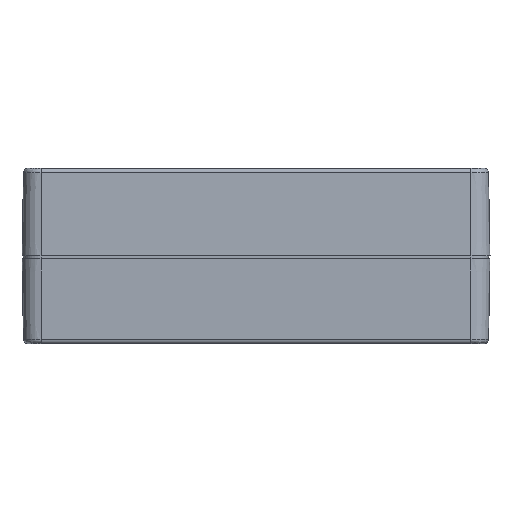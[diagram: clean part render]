
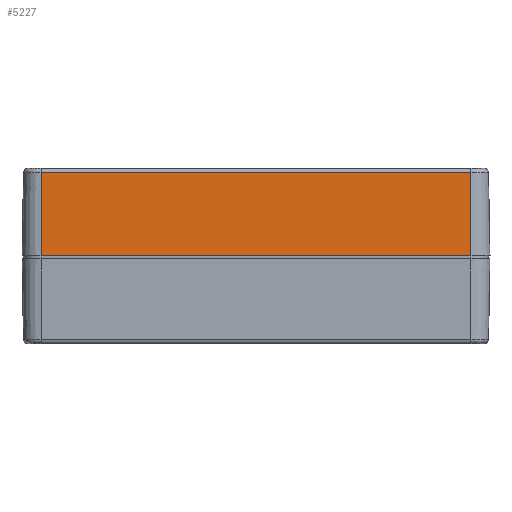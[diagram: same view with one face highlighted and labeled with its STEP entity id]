
A CAD part, left-side view. The second image highlights one B-rep face of the part: STEP entity #5227.
In plain terms, the highlighted planar face has unit normal (-1, 0, 0.018).
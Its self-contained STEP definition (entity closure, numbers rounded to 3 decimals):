
#2755 = DIRECTION ( 'NONE',  ( -0.017, 0., -1. ) ) ;
#2772 = EDGE_CURVE ( 'NONE', #10756, #14081, #7757, .T. ) ;
#4587 = CARTESIAN_POINT ( 'NONE',  ( -7236.142, -18.566, -499000. ) ) ;
#4613 = CARTESIAN_POINT ( 'NONE',  ( 1474.494, 128.434, 32.001 ) ) ;
#5227 = ADVANCED_FACE ( 'NONE', ( #7994 ), #19347, .T. ) ;
#5522 = VECTOR ( 'NONE', #2755, 1000. ) ;
#6119 = LINE ( 'NONE', #4587, #5522 ) ;
#6129 = VERTEX_POINT ( 'NONE', #20946 ) ;
#6540 = CARTESIAN_POINT ( 'NONE',  ( 1473.996, 128.434, 3.475 ) ) ;
#6695 = EDGE_CURVE ( 'NONE', #10756, #18428, #18307, .T. ) ;
#7033 = ORIENTED_EDGE ( 'NONE', *, *, #22612, .F. ) ;
#7326 = B_SPLINE_CURVE_WITH_KNOTS ( 'NONE', 1,
 ( #12298, #14173 ),
 .UNSPECIFIED., .F., .F.,
 ( 2, 2 ),
 ( 0., 1. ),
 .UNSPECIFIED. ) ;
#7757 = LINE ( 'NONE', #9932, #12116 ) ;
#7994 = FACE_OUTER_BOUND ( 'NONE', #17704, .T. ) ;
#8195 = CARTESIAN_POINT ( 'NONE',  ( 1473.996, 54.934, 3.475 ) ) ;
#9932 = CARTESIAN_POINT ( 'NONE',  ( 1474.494, 54.934, 32.001 ) ) ;
#10065 = DIRECTION ( 'NONE',  ( -1., 0., 0.017 ) ) ;
#10257 = CARTESIAN_POINT ( 'NONE',  ( 1473.996, 128.434, 3.475 ) ) ;
#10756 = VERTEX_POINT ( 'NONE', #4613 ) ;
#11842 = CARTESIAN_POINT ( 'NONE',  ( 1474.494, -18.566, 32.001 ) ) ;
#12116 = VECTOR ( 'NONE', #19212, 1000. ) ;
#12298 = CARTESIAN_POINT ( 'NONE',  ( 1473.996, -18.566, 3.475 ) ) ;
#13322 = VECTOR ( 'NONE', #17683, 1000. ) ;
#14081 = VERTEX_POINT ( 'NONE', #11842 ) ;
#14173 = CARTESIAN_POINT ( 'NONE',  ( 1473.996, 128.434, 3.475 ) ) ;
#16835 = AXIS2_PLACEMENT_3D ( 'NONE', #8195, #10065, #23072 ) ;
#17683 = DIRECTION ( 'NONE',  ( -0.017, 0., -1. ) ) ;
#17704 = EDGE_LOOP ( 'NONE', ( #20681, #21766, #7033, #20347 ) ) ;
#18307 = LINE ( 'NONE', #6540, #13322 ) ;
#18428 = VERTEX_POINT ( 'NONE', #10257 ) ;
#19212 = DIRECTION ( 'NONE',  ( 0., -1., 0. ) ) ;
#19347 = PLANE ( 'NONE',  #16835 ) ;
#20347 = ORIENTED_EDGE ( 'NONE', *, *, #24050, .F. ) ;
#20681 = ORIENTED_EDGE ( 'NONE', *, *, #2772, .F. ) ;
#20946 = CARTESIAN_POINT ( 'NONE',  ( 1473.996, -18.566, 3.475 ) ) ;
#21766 = ORIENTED_EDGE ( 'NONE', *, *, #6695, .T. ) ;
#22612 = EDGE_CURVE ( 'NONE', #6129, #18428, #7326, .T. ) ;
#23072 = DIRECTION ( 'NONE',  ( 0.017, 0., 1. ) ) ;
#24050 = EDGE_CURVE ( 'NONE', #14081, #6129, #6119, .T. ) ;
